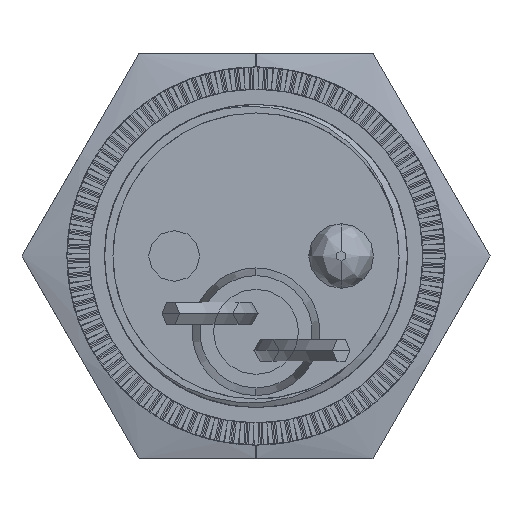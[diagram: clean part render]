
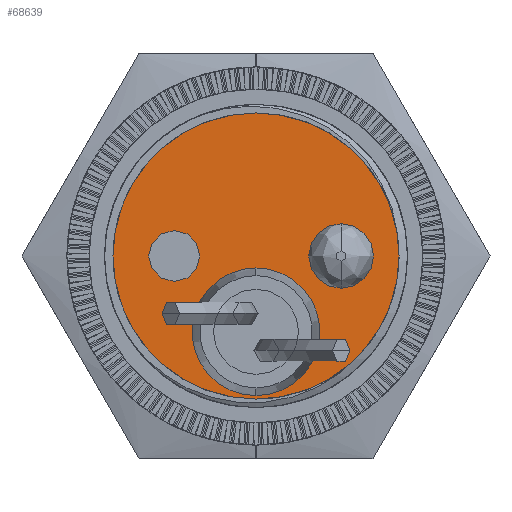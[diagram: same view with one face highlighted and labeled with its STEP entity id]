
A CAD part, left-side view. The second image highlights one B-rep face of the part: STEP entity #68639.
In plain terms, the highlighted planar face has unit normal (-1, 0, 0).
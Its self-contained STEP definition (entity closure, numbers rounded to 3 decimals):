
#764 = FACE_OUTER_BOUND ( 'NONE', #1005, .T. ) ;
#1005 = EDGE_LOOP ( 'NONE', ( #60479, #20215 ) ) ;
#1343 = ORIENTED_EDGE ( 'NONE', *, *, #62390, .T. ) ;
#2130 = CIRCLE ( 'NONE', #12400, 1.5 ) ;
#2201 = CARTESIAN_POINT ( 'NONE',  ( -1., -51.835, 5.517 ) ) ;
#2747 = CIRCLE ( 'NONE', #26688, 1.9 ) ;
#2916 = ORIENTED_EDGE ( 'NONE', *, *, #23242, .F. ) ;
#5390 = FACE_BOUND ( 'NONE', #60504, .T. ) ;
#5457 = VERTEX_POINT ( 'NONE', #18695 ) ;
#5705 = VERTEX_POINT ( 'NONE', #10114 ) ;
#6247 = VERTEX_POINT ( 'NONE', #9498 ) ;
#7886 = DIRECTION ( 'NONE',  ( 0., 1., 0. ) ) ;
#8144 = CARTESIAN_POINT ( 'NONE',  ( -1., -47.035, 9.967 ) ) ;
#9498 = CARTESIAN_POINT ( 'NONE',  ( -1., -47.035, 8.467 ) ) ;
#10114 = CARTESIAN_POINT ( 'NONE',  ( -1., -51.835, 18.367 ) ) ;
#10236 = CARTESIAN_POINT ( 'NONE',  ( -1., -47.035, 11.467 ) ) ;
#11861 = DIRECTION ( 'NONE',  ( 1., 0., 0. ) ) ;
#12400 = AXIS2_PLACEMENT_3D ( 'NONE', #60755, #11861, #16516 ) ;
#13200 = AXIS2_PLACEMENT_3D ( 'NONE', #8144, #19568, #19922 ) ;
#13579 = CIRCLE ( 'NONE', #18160, 3.75 ) ;
#15066 = EDGE_CURVE ( 'NONE', #63943, #62154, #53278, .T. ) ;
#15765 = FACE_BOUND ( 'NONE', #60168, .T. ) ;
#16516 = DIRECTION ( 'NONE',  ( 0., 0., -1. ) ) ;
#18160 = AXIS2_PLACEMENT_3D ( 'NONE', #2201, #18594, #7886 ) ;
#18594 = DIRECTION ( 'NONE',  ( -1., 0., 0. ) ) ;
#18695 = CARTESIAN_POINT ( 'NONE',  ( -1., -51.835, 1.567 ) ) ;
#18769 = DIRECTION ( 'NONE',  ( 1., 0., 0. ) ) ;
#18955 = CIRCLE ( 'NONE', #22419, 8.4 ) ;
#19041 = CARTESIAN_POINT ( 'NONE',  ( -1., -51.835, 1.767 ) ) ;
#19437 = CARTESIAN_POINT ( 'NONE',  ( -1., -51.835, 5.517 ) ) ;
#19568 = DIRECTION ( 'NONE',  ( 1., 0., 0. ) ) ;
#19922 = DIRECTION ( 'NONE',  ( 0., 0., -1. ) ) ;
#20215 = ORIENTED_EDGE ( 'NONE', *, *, #42575, .F. ) ;
#20470 = EDGE_CURVE ( 'NONE', #50222, #6247, #2130, .T. ) ;
#21073 = ORIENTED_EDGE ( 'NONE', *, *, #15066, .F. ) ;
#21141 = EDGE_CURVE ( 'NONE', #62154, #63943, #13579, .T. ) ;
#21234 = DIRECTION ( 'NONE',  ( -1., 0., 0. ) ) ;
#21465 = FACE_BOUND ( 'NONE', #30486, .T. ) ;
#21801 = DIRECTION ( 'NONE',  ( 1., 0., 0. ) ) ;
#22159 = DIRECTION ( 'NONE',  ( 0., 1., 0. ) ) ;
#22419 = AXIS2_PLACEMENT_3D ( 'NONE', #40897, #18769, #62317 ) ;
#23242 = EDGE_CURVE ( 'NONE', #37921, #69536, #2747, .T. ) ;
#26581 = CARTESIAN_POINT ( 'NONE',  ( -1., -56.835, 9.967 ) ) ;
#26688 = AXIS2_PLACEMENT_3D ( 'NONE', #66108, #43285, #26873 ) ;
#26873 = DIRECTION ( 'NONE',  ( 0., 1., 0. ) ) ;
#29447 = DIRECTION ( 'NONE',  ( -1., 0., 0. ) ) ;
#30291 = ORIENTED_EDGE ( 'NONE', *, *, #41778, .F. ) ;
#30486 = EDGE_LOOP ( 'NONE', ( #2916, #30291 ) ) ;
#31439 = CIRCLE ( 'NONE', #13200, 1.5 ) ;
#32911 = AXIS2_PLACEMENT_3D ( 'NONE', #68344, #62986, #56935 ) ;
#37759 = ORIENTED_EDGE ( 'NONE', *, *, #20470, .T. ) ;
#37921 = VERTEX_POINT ( 'NONE', #62188 ) ;
#40897 = CARTESIAN_POINT ( 'NONE',  ( -1., -51.835, 9.967 ) ) ;
#41778 = EDGE_CURVE ( 'NONE', #69536, #37921, #53145, .T. ) ;
#42575 = EDGE_CURVE ( 'NONE', #5457, #5705, #18955, .T. ) ;
#43233 = CARTESIAN_POINT ( 'NONE',  ( -1., -51.835, 9.967 ) ) ;
#43285 = DIRECTION ( 'NONE',  ( -1., 0., 0. ) ) ;
#50222 = VERTEX_POINT ( 'NONE', #10236 ) ;
#50814 = CARTESIAN_POINT ( 'NONE',  ( -1., -51.835, 9.267 ) ) ;
#52602 = ORIENTED_EDGE ( 'NONE', *, *, #21141, .F. ) ;
#53145 = CIRCLE ( 'NONE', #57737, 1.9 ) ;
#53278 = CIRCLE ( 'NONE', #61232, 3.75 ) ;
#54918 = EDGE_CURVE ( 'NONE', #5705, #5457, #58016, .T. ) ;
#54987 = PLANE ( 'NONE',  #62314 ) ;
#56935 = DIRECTION ( 'NONE',  ( 0., 1., 0. ) ) ;
#57737 = AXIS2_PLACEMENT_3D ( 'NONE', #26581, #21234, #58026 ) ;
#58016 = CIRCLE ( 'NONE', #32911, 8.4 ) ;
#58026 = DIRECTION ( 'NONE',  ( 0., 1., 0. ) ) ;
#60099 = CARTESIAN_POINT ( 'NONE',  ( -1., -56.835, 8.067 ) ) ;
#60168 = EDGE_LOOP ( 'NONE', ( #37759, #1343 ) ) ;
#60479 = ORIENTED_EDGE ( 'NONE', *, *, #54918, .F. ) ;
#60504 = EDGE_LOOP ( 'NONE', ( #52602, #21073 ) ) ;
#60755 = CARTESIAN_POINT ( 'NONE',  ( -1., -47.035, 9.967 ) ) ;
#61232 = AXIS2_PLACEMENT_3D ( 'NONE', #19437, #29447, #61566 ) ;
#61566 = DIRECTION ( 'NONE',  ( 0., 1., 0. ) ) ;
#62154 = VERTEX_POINT ( 'NONE', #19041 ) ;
#62188 = CARTESIAN_POINT ( 'NONE',  ( -1., -56.835, 11.867 ) ) ;
#62314 = AXIS2_PLACEMENT_3D ( 'NONE', #43233, #21801, #22159 ) ;
#62317 = DIRECTION ( 'NONE',  ( 0., 1., 0. ) ) ;
#62390 = EDGE_CURVE ( 'NONE', #6247, #50222, #31439, .T. ) ;
#62986 = DIRECTION ( 'NONE',  ( 1., 0., 0. ) ) ;
#63943 = VERTEX_POINT ( 'NONE', #50814 ) ;
#66108 = CARTESIAN_POINT ( 'NONE',  ( -1., -56.835, 9.967 ) ) ;
#68344 = CARTESIAN_POINT ( 'NONE',  ( -1., -51.835, 9.967 ) ) ;
#68639 = ADVANCED_FACE ( 'NONE', ( #764, #15765, #5390, #21465 ), #54987, .F. ) ;
#69536 = VERTEX_POINT ( 'NONE', #60099 ) ;
